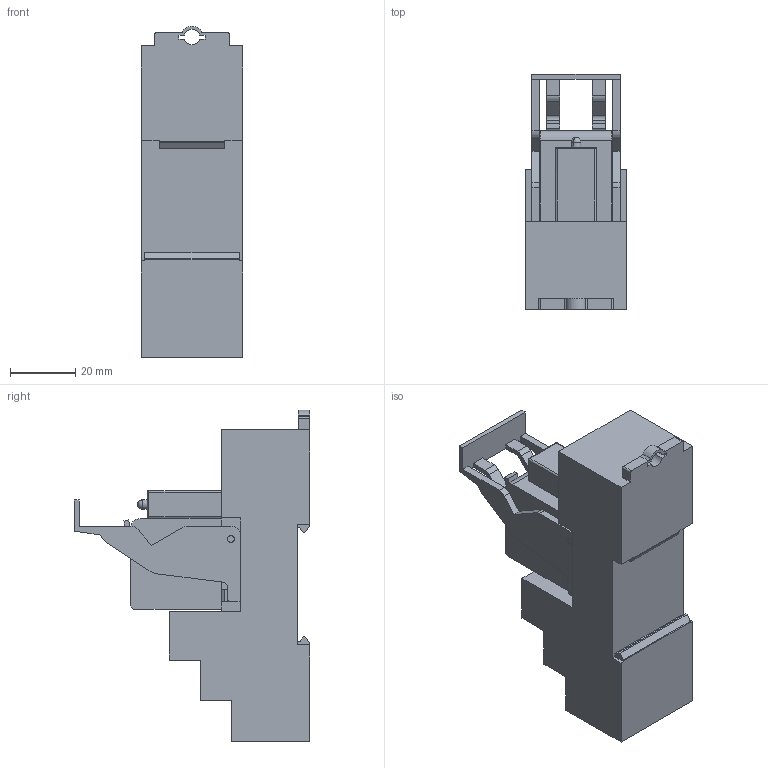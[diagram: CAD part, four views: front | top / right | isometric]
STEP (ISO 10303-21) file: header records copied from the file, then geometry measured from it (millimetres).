
FILE_DESCRIPTION(('CATIA V5 STEP Exchange','CAx-IF Rec.Pracs.--- Model Styling and Organization---1.2---2011-12-15'),'2;1');
FILE_NAME ('D1464300_0', '2019-01-02T08:48:02+00:00', ('none'), ('Weidmueller'), 'CATIA Version 5-6 Release 2014', 'CATIA V5 STEP AP214', 'none');
FILE_SCHEMA(('AUTOMOTIVE_DESIGN { 1 0 10303 214 1 1 1 1 }'));
Length unit declared in the file: millimetre
Products named in the file (1): 8798760000
Bounding box: 31 x 72 x 101.5 mm (x, y, z)
Volume: 102252.8 mm3; surface area: 28376.1 mm2
Topology: 4 solids, 4 shells, 599 faces, 1538 edges, 1001 vertices
Faces by surface type: plane 470, cylinder 123, cone 4, sphere 2
Entity records: 16372 total; most frequent: ORIENTED_EDGE 3072, CARTESIAN_POINT 2974, DIRECTION 2132, EDGE_CURVE 1536, VECTOR 1228, LINE 1228, VERTEX_POINT 1001, EDGE_LOOP 663
